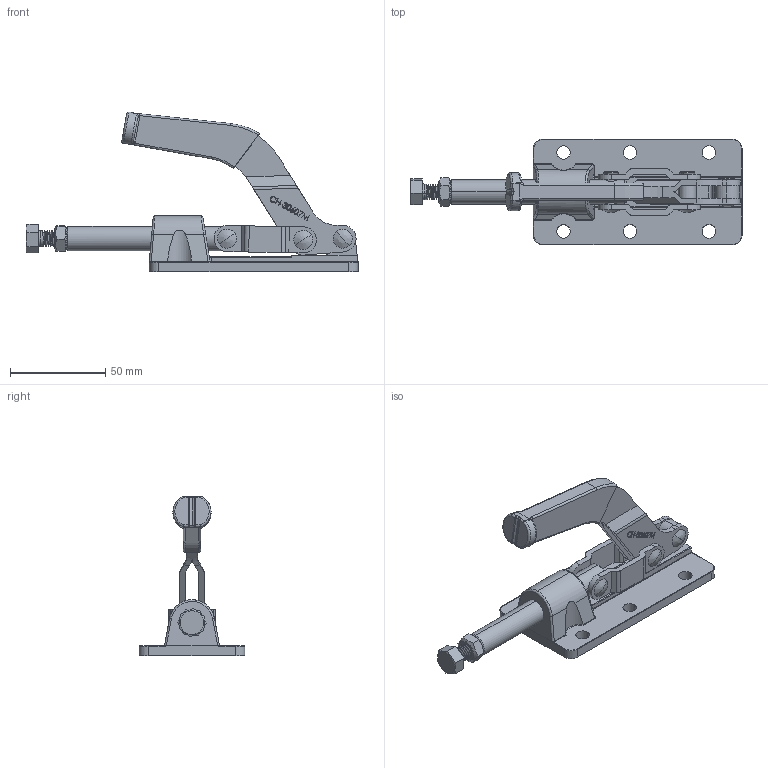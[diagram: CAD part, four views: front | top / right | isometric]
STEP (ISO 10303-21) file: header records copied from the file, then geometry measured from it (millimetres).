
FILE_DESCRIPTION (( 'STEP AP203' ), '1' );
FILE_NAME ('CH-30607M.STEP', '2010-06-07T03:49:24', ( '微软用户' ), ( '微软中国' ), 'SwSTEP 2.0', 'SolidWorks 2008', '' );
FILE_SCHEMA (( 'CONFIG_CONTROL_DESIGN' ));
Length unit declared in the file: millimetre
Products named in the file (10): CH-30607-05_默认; CH-30607-01 BASE_默认; CH-SA-085012 SPINDLE SUPPLIED_默认; CH-30607-07_默认; CH-30607M; CH-30607-02 CREST STALK_默认; CH-30607-03 HANDLE_默认; CH-30607-04 CONNECTING-PLATE_默认; CH-30607-06_默认; M8 Nut_默认
Assembly tree (11 placements, depth 2):
  CH-30607M
    CH-30607-04 CONNECTING-PLATE_默认  x2
    CH-30607-01 BASE_默认
    CH-30607-03 HANDLE_默认
    CH-30607-07_默认  x2
    CH-30607-06_默认
    CH-30607-02 CREST STALK_默认
    CH-SA-085012 SPINDLE SUPPLIED_默认
    CH-30607-05_默认
    M8 Nut_默认
Bounding box: 174.19 x 55.6 x 83.89 mm (x, y, z)
Volume: 87414.8 mm3; surface area: 43691.7 mm2
Topology: 11 solids, 12 shells, 843 faces, 2268 edges, 1470 vertices
Faces by surface type: cylinder 285, plane 263, bspline 222, torus 38, cone 29, sphere 6
Entity records: 40682 total; most frequent: CARTESIAN_POINT 21821, ORIENTED_EDGE 4296, DIRECTION 2852, EDGE_CURVE 2148, VERTEX_POINT 1402, VECTOR 1020, LINE 1020, AXIS2_PLACEMENT_3D 916
